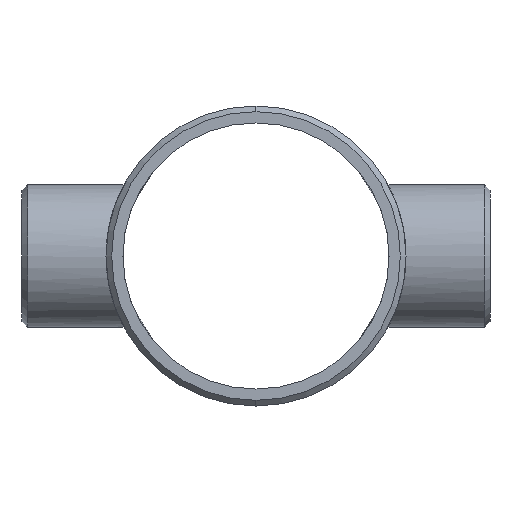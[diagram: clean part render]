
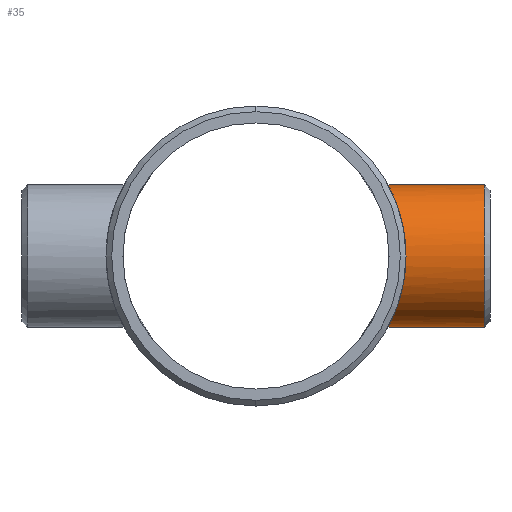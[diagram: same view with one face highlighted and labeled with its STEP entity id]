
A CAD part, left-side view. The second image highlights one B-rep face of the part: STEP entity #35.
In plain terms, the highlighted cylindrical face has radius 24.13 mm (diameter 48.26 mm), a partial arc.
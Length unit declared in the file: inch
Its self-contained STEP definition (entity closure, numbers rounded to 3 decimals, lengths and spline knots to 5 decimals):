
#16 = CARTESIAN_POINT ( 'NONE',  ( 0., -3.12, 0.95 ) ) ;
#32 = CARTESIAN_POINT ( 'NONE',  ( 0., -1.75997, -0.95 ) ) ;
#33 = CIRCLE ( 'NONE', #187, 0.95 ) ;
#35 = ADVANCED_FACE ( 'NONE', ( #482 ), #833, .T. ) ;
#63 = CARTESIAN_POINT ( 'NONE',  ( -0.69318, -1.89145, -0.65035 ) ) ;
#69 = DIRECTION ( 'NONE',  ( 0., 1., 0. ) ) ;
#70 = CARTESIAN_POINT ( 'NONE',  ( -0.38121, -1.80073, 0.8703 ) ) ;
#76 = CARTESIAN_POINT ( 'NONE',  ( -0.77118, -1.92145, -0.55562 ) ) ;
#83 = CARTESIAN_POINT ( 'NONE',  ( -0.93443, -1.99265, -0.17203 ) ) ;
#88 = CARTESIAN_POINT ( 'NONE',  ( -0.82885, -1.94537, 0.46448 ) ) ;
#145 = CARTESIAN_POINT ( 'NONE',  ( 0., -3.04467, 0.95 ) ) ;
#156 = CARTESIAN_POINT ( 'NONE',  ( -0.47814, -1.82357, -0.82148 ) ) ;
#164 = CARTESIAN_POINT ( 'NONE',  ( -0.06373, -1.76084, -0.9484 ) ) ;
#170 = CARTESIAN_POINT ( 'NONE',  ( -0.24969, -1.77654, 0.91874 ) ) ;
#175 = CARTESIAN_POINT ( 'NONE',  ( -0.94188, -1.99615, -0.12497 ) ) ;
#180 = CARTESIAN_POINT ( 'NONE',  ( -0.87046, -1.96346, -0.38084 ) ) ;
#187 = AXIS2_PLACEMENT_3D ( 'NONE', #779, #402, #765 ) ;
#246 = CARTESIAN_POINT ( 'NONE',  ( -0.82111, -1.94208, 0.47804 ) ) ;
#254 = CARTESIAN_POINT ( 'NONE',  ( -0.75388, -1.91438, 0.58133 ) ) ;
#261 = CARTESIAN_POINT ( 'NONE',  ( -0.71391, -1.89917, -0.62752 ) ) ;
#264 = CARTESIAN_POINT ( 'NONE',  ( -0.66099, -1.87998, 0.68251 ) ) ;
#269 = CARTESIAN_POINT ( 'NONE',  ( -0.93698, -1.99385, 0.15753 ) ) ;
#300 = VECTOR ( 'NONE', #69, 39.37008 ) ;
#314 = CARTESIAN_POINT ( 'NONE',  ( 0., -1.75997, 0.95 ) ) ;
#342 = CARTESIAN_POINT ( 'NONE',  ( -0.30951, -1.7861, -0.90031 ) ) ;
#345 = VERTEX_POINT ( 'NONE', #587 ) ;
#350 = CARTESIAN_POINT ( 'NONE',  ( -0.1728, -1.76837, 0.93428 ) ) ;
#355 = CARTESIAN_POINT ( 'NONE',  ( -0.90049, -1.97685, -0.30902 ) ) ;
#358 = CARTESIAN_POINT ( 'NONE',  ( -0.55516, -1.8453, 0.77151 ) ) ;
#360 = ORIENTED_EDGE ( 'NONE', *, *, #928, .T. ) ;
#402 = DIRECTION ( 'NONE',  ( 0., 1., 0. ) ) ;
#430 = CARTESIAN_POINT ( 'NONE',  ( -0.42365, -1.81005, -0.85087 ) ) ;
#436 = CARTESIAN_POINT ( 'NONE',  ( -0.94172, -1.99608, 0.12614 ) ) ;
#442 = CARTESIAN_POINT ( 'NONE',  ( -0.62773, -1.86812, -0.71572 ) ) ;
#446 = CARTESIAN_POINT ( 'NONE',  ( -0.85065, -1.95476, -0.42325 ) ) ;
#450 = CARTESIAN_POINT ( 'NONE',  ( -0.94383, -1.99707, -0.10927 ) ) ;
#477 = VERTEX_POINT ( 'NONE', #145 ) ;
#482 = FACE_OUTER_BOUND ( 'NONE', #922, .T. ) ;
#521 = CARTESIAN_POINT ( 'NONE',  ( 0., -3.12, -0.95 ) ) ;
#522 = CARTESIAN_POINT ( 'NONE',  ( -0.75288, -1.91416, -0.58019 ) ) ;
#528 = CARTESIAN_POINT ( 'NONE',  ( -0.11021, -1.76335, 0.94372 ) ) ;
#535 = CARTESIAN_POINT ( 'NONE',  ( -0.80508, -1.93536, 0.50456 ) ) ;
#539 = CARTESIAN_POINT ( 'NONE',  ( -0.8641, -1.96065, -0.39506 ) ) ;
#544 = CARTESIAN_POINT ( 'NONE',  ( -0.82142, -1.94218, -0.47826 ) ) ;
#550 = CARTESIAN_POINT ( 'NONE',  ( 0., -1.75997, -0.95 ) ) ;
#578 = EDGE_CURVE ( 'NONE', #477, #727, #584, .T. ) ;
#584 = LINE ( 'NONE', #16, #937 ) ;
#587 = CARTESIAN_POINT ( 'NONE',  ( 0., -3.04467, -0.95 ) ) ;
#597 = CARTESIAN_POINT ( 'NONE',  ( 0., -1.75997, 0.95 ) ) ;
#599 = ORIENTED_EDGE ( 'NONE', *, *, #655, .T. ) ;
#616 = CARTESIAN_POINT ( 'NONE',  ( -0.84356, -1.95168, -0.43721 ) ) ;
#624 = CARTESIAN_POINT ( 'NONE',  ( -0.15836, -1.76682, -0.93723 ) ) ;
#629 = CARTESIAN_POINT ( 'NONE',  ( -0.93421, -1.99255, 0.17319 ) ) ;
#632 = CARTESIAN_POINT ( 'NONE',  ( -0.43733, -1.81344, 0.8435 ) ) ;
#636 = CARTESIAN_POINT ( 'NONE',  ( -0.94841, -1.99924, 0.06337 ) ) ;
#655 = EDGE_CURVE ( 'NONE', #727, #847, #849, .T. ) ;
#707 = CARTESIAN_POINT ( 'NONE',  ( -0.90019, -1.97671, 0.30982 ) ) ;
#714 = CARTESIAN_POINT ( 'NONE',  ( -0.25031, -1.77664, -0.91856 ) ) ;
#723 = CARTESIAN_POINT ( 'NONE',  ( -0.42353, -1.81016, 0.85051 ) ) ;
#725 = CARTESIAN_POINT ( 'NONE',  ( -0.12603, -1.76441, 0.94174 ) ) ;
#727 = VERTEX_POINT ( 'NONE', #314 ) ;
#732 = CARTESIAN_POINT ( 'NONE',  ( -0.86434, -1.96073, 0.39543 ) ) ;
#754 = DIRECTION ( 'NONE',  ( 0., 1., 0. ) ) ;
#765 = DIRECTION ( 'NONE',  ( 0., 0., -1. ) ) ;
#779 = CARTESIAN_POINT ( 'NONE',  ( 0., -3.04467, 0. ) ) ;
#795 = LINE ( 'NONE', #521, #300 ) ;
#801 = CARTESIAN_POINT ( 'NONE',  ( -0.39537, -1.80362, -0.86438 ) ) ;
#808 = CARTESIAN_POINT ( 'NONE',  ( -0.94369, -1.99701, 0.11045 ) ) ;
#814 = CARTESIAN_POINT ( 'NONE',  ( -0.62709, -1.86832, 0.71379 ) ) ;
#821 = CARTESIAN_POINT ( 'NONE',  ( -0.851, -1.95487, 0.4234 ) ) ;
#824 = ORIENTED_EDGE ( 'NONE', *, *, #578, .T. ) ;
#826 = CARTESIAN_POINT ( 'NONE',  ( -0.91885, -1.98536, -0.24941 ) ) ;
#833 = CYLINDRICAL_SURFACE ( 'NONE', #970, 0.95 ) ;
#847 = VERTEX_POINT ( 'NONE', #32 ) ;
#849 = B_SPLINE_CURVE_WITH_KNOTS ( 'NONE', 3,
 ( #597, #962, #983, #528, #725, #1189, #350, #170, #1003, #70, #1108, #723, #632, #901, #1199, #358, #997, #894, #814, #1102, #264, #1083, #254, #1100, #535, #246, #88, #821, #732, #707, #1196, #629, #269, #436, #808, #636, #1008, #907, #450, #175, #917, #83, #826, #355, #180, #539, #446, #616, #544, #1205, #76, #522, #261, #63, #442, #913, #1180, #156, #430, #801, #342, #714, #624, #990, #164, #926, #550 ),
 .UNSPECIFIED., .F., .F.,
 ( 4, 2, 2, 2, 2, 2, 2, 2, 2, 2, 2, 2, 2, 2, 2, 2, 2, 2, 1, 2, 2, 2, 2, 2, 2, 2, 2, 2, 2, 2, 2, 2, 2, 4 ),
 ( 0.07661, 0.079, 0.08019, 0.08139, 0.08617, 0.08736, 0.08856, 0.09095, 0.09334, 0.09454, 0.09573, 0.10051, 0.10171, 0.1029, 0.10529, 0.11007, 0.11127, 0.11247, 0.11486, 0.11725, 0.11844, 0.11964, 0.12442, 0.12561, 0.12681, 0.1292, 0.13159, 0.13398, 0.13876, 0.14115, 0.14354, 0.14832, 0.15071, 0.1531 ),
 .UNSPECIFIED. ) ;
#894 = CARTESIAN_POINT ( 'NONE',  ( -0.61539, -1.86442, 0.7239 ) ) ;
#901 = CARTESIAN_POINT ( 'NONE',  ( -0.47804, -1.82355, 0.82154 ) ) ;
#907 = CARTESIAN_POINT ( 'NONE',  ( -0.94849, -1.99928, -0.06219 ) ) ;
#913 = CARTESIAN_POINT ( 'NONE',  ( -0.58057, -1.85262, -0.75444 ) ) ;
#914 = ORIENTED_EDGE ( 'NONE', *, *, #999, .F. ) ;
#917 = CARTESIAN_POINT ( 'NONE',  ( -0.93718, -1.99394, -0.15636 ) ) ;
#922 = EDGE_LOOP ( 'NONE', ( #360, #824, #599, #914 ) ) ;
#926 = CARTESIAN_POINT ( 'NONE',  ( -0.03187, -1.75997, -0.95 ) ) ;
#928 = EDGE_CURVE ( 'NONE', #345, #477, #33, .T. ) ;
#937 = VECTOR ( 'NONE', #950, 39.37008 ) ;
#950 = DIRECTION ( 'NONE',  ( 0., 1., 0. ) ) ;
#962 = CARTESIAN_POINT ( 'NONE',  ( -0.03138, -1.75997, 0.95 ) ) ;
#970 = AXIS2_PLACEMENT_3D ( 'NONE', #1029, #754, #1131 ) ;
#983 = CARTESIAN_POINT ( 'NONE',  ( -0.06285, -1.76081, 0.94845 ) ) ;
#990 = CARTESIAN_POINT ( 'NONE',  ( -0.12714, -1.76427, -0.94199 ) ) ;
#997 = CARTESIAN_POINT ( 'NONE',  ( -0.57975, -1.85286, 0.75322 ) ) ;
#999 = EDGE_CURVE ( 'NONE', #345, #847, #795, .T. ) ;
#1003 = CARTESIAN_POINT ( 'NONE',  ( -0.3092, -1.78604, 0.90044 ) ) ;
#1008 = CARTESIAN_POINT ( 'NONE',  ( -0.95155, -2.00074, 0.00059 ) ) ;
#1029 = CARTESIAN_POINT ( 'NONE',  ( 0., -3.12, 0. ) ) ;
#1083 = CARTESIAN_POINT ( 'NONE',  ( -0.7151, -1.89927, 0.62839 ) ) ;
#1100 = CARTESIAN_POINT ( 'NONE',  ( -0.79678, -1.93192, 0.51756 ) ) ;
#1102 = CARTESIAN_POINT ( 'NONE',  ( -0.64989, -1.8761, 0.6931 ) ) ;
#1108 = CARTESIAN_POINT ( 'NONE',  ( -0.39549, -1.80381, 0.8639 ) ) ;
#1131 = DIRECTION ( 'NONE',  ( 0., 0., -1. ) ) ;
#1180 = CARTESIAN_POINT ( 'NONE',  ( -0.50443, -1.83067, -0.8056 ) ) ;
#1189 = CARTESIAN_POINT ( 'NONE',  ( -0.1573, -1.76692, 0.93702 ) ) ;
#1196 = CARTESIAN_POINT ( 'NONE',  ( -0.91856, -1.98523, 0.25046 ) ) ;
#1199 = CARTESIAN_POINT ( 'NONE',  ( -0.50431, -1.83064, 0.80567 ) ) ;
#1205 = CARTESIAN_POINT ( 'NONE',  ( -0.80546, -1.93546, -0.50466 ) ) ;
